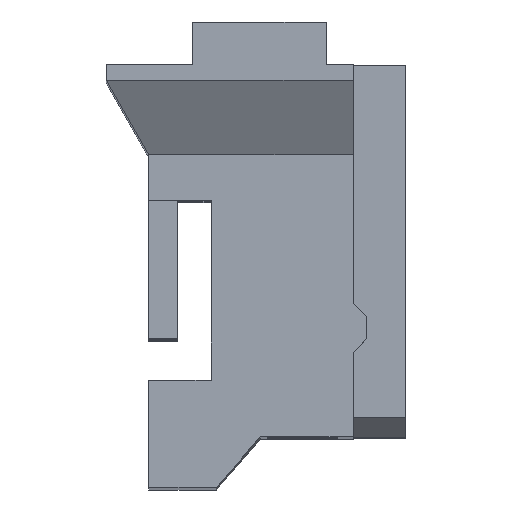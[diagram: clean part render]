
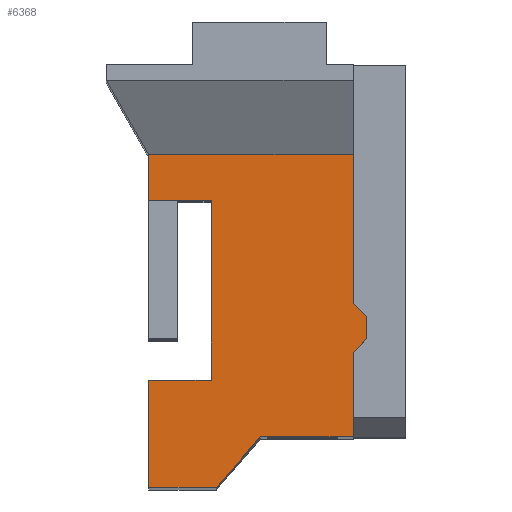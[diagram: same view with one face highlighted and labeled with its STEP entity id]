
A CAD part, top view. The second image highlights one B-rep face of the part: STEP entity #6368.
In plain terms, the highlighted planar face has unit normal (0, 0, 1).
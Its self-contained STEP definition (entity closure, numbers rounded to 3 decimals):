
#154=CARTESIAN_POINT('',(-1.615,4.318,11.265));
#155=VERTEX_POINT('',#154);
#162=CARTESIAN_POINT('',(-1.615,5.004,11.265));
#163=VERTEX_POINT('',#162);
#164=CARTESIAN_POINT('',(-1.615,5.004,11.265));
#165=DIRECTION('',(0.0,-1.0,0.0));
#166=VECTOR('',#165,1.0);
#167=LINE('',#164,#166);
#168=EDGE_CURVE('n� 694',#163,#155,#167,.T.);
#4693=CARTESIAN_POINT('',(-0.595,0.0,11.265));
#4694=VERTEX_POINT('',#4693);
#4701=CARTESIAN_POINT('',(-1.615,0.0,11.265));
#4702=VERTEX_POINT('',#4701);
#4703=CARTESIAN_POINT('',(-2.25,0.0,11.265));
#4704=DIRECTION('',(1.0,0.0,0.0));
#4705=VECTOR('',#4704,1.0);
#4706=LINE('',#4703,#4705);
#4707=EDGE_CURVE('n� 783',#4702,#4694,#4706,.T.);
#4731=CARTESIAN_POINT('',(0.066,0.762,11.265));
#4732=VERTEX_POINT('',#4731);
#4739=CARTESIAN_POINT('',(-0.595,0.0,11.265));
#4740=DIRECTION('',(0.655,0.756,0.0));
#4741=VECTOR('',#4740,1.0);
#4742=LINE('',#4739,#4741);
#4743=EDGE_CURVE('n� 766',#4694,#4732,#4742,.T.);
#5094=CARTESIAN_POINT('',(1.463,0.762,11.265));
#5095=VERTEX_POINT('',#5094);
#5104=CARTESIAN_POINT('',(0.066,0.762,11.265));
#5105=DIRECTION('',(1.0,0.0,0.0));
#5106=VECTOR('',#5105,1.0);
#5107=LINE('',#5104,#5106);
#5108=EDGE_CURVE('n� 767',#4732,#5095,#5107,.T.);
#5555=CARTESIAN_POINT('',(-1.615,1.613,11.265));
#5556=VERTEX_POINT('',#5555);
#5557=CARTESIAN_POINT('',(-1.615,5.004,11.265));
#5558=DIRECTION('',(0.0,-1.0,0.0));
#5559=VECTOR('',#5558,1.0);
#5560=LINE('',#5557,#5559);
#5561=EDGE_CURVE('n� 3711',#5556,#4702,#5560,.T.);
#6271=CARTESIAN_POINT('',(1.463,5.004,11.265));
#6272=VERTEX_POINT('',#6271);
#6273=CARTESIAN_POINT('',(-2.25,5.004,11.265));
#6274=DIRECTION('',(1.0,0.0,0.0));
#6275=VECTOR('',#6274,1.0);
#6276=LINE('',#6273,#6275);
#6277=EDGE_CURVE('n� 782',#163,#6272,#6276,.T.);
#6295=CARTESIAN_POINT('',(-0.675,1.613,11.265));
#6296=VERTEX_POINT('',#6295);
#6297=CARTESIAN_POINT('',(-0.675,4.318,11.265));
#6298=VERTEX_POINT('',#6297);
#6299=CARTESIAN_POINT('',(-0.675,4.318,11.265));
#6300=DIRECTION('',(0.0,1.0,0.0));
#6301=VECTOR('',#6300,1.0);
#6302=LINE('',#6299,#6301);
#6303=EDGE_CURVE('n� 3748',#6296,#6298,#6302,.T.);
#6304=ORIENTED_EDGE('',*,*,#6303,.F.);
#6305=CARTESIAN_POINT('',(-0.675,1.613,11.265));
#6306=DIRECTION('',(-1.0,0.0,0.0));
#6307=VECTOR('',#6306,1.0);
#6308=LINE('',#6305,#6307);
#6309=EDGE_CURVE('n� 3739',#6296,#5556,#6308,.T.);
#6310=ORIENTED_EDGE('',*,*,#6309,.T.);
#6311=ORIENTED_EDGE('',*,*,#5561,.T.);
#6312=ORIENTED_EDGE('',*,*,#4707,.T.);
#6313=ORIENTED_EDGE('',*,*,#4743,.T.);
#6314=ORIENTED_EDGE('',*,*,#5108,.T.);
#6315=CARTESIAN_POINT('',(1.463,2.032,11.265));
#6316=VERTEX_POINT('',#6315);
#6317=CARTESIAN_POINT('',(1.463,0.0,11.265));
#6318=DIRECTION('',(0.0,1.0,0.0));
#6319=VECTOR('',#6318,1.0);
#6320=LINE('',#6317,#6319);
#6321=EDGE_CURVE('n� 1562',#5095,#6316,#6320,.T.);
#6322=ORIENTED_EDGE('',*,*,#6321,.T.);
#6323=CARTESIAN_POINT('',(1.666,2.235,11.265));
#6324=VERTEX_POINT('',#6323);
#6325=CARTESIAN_POINT('',(1.463,2.032,11.265));
#6326=DIRECTION('',(0.707,0.707,0.0));
#6327=VECTOR('',#6326,1.0);
#6328=LINE('',#6325,#6327);
#6329=EDGE_CURVE('n� 2940',#6316,#6324,#6328,.T.);
#6330=ORIENTED_EDGE('',*,*,#6329,.T.);
#6331=CARTESIAN_POINT('',(1.666,2.569,11.265));
#6332=VERTEX_POINT('',#6331);
#6333=CARTESIAN_POINT('',(1.666,2.569,11.265));
#6334=DIRECTION('',(0.0,1.0,0.0));
#6335=VECTOR('',#6334,1.0);
#6336=LINE('',#6333,#6335);
#6337=EDGE_CURVE('n� 2943',#6324,#6332,#6336,.T.);
#6338=ORIENTED_EDGE('',*,*,#6337,.T.);
#6339=CARTESIAN_POINT('',(1.463,2.772,11.265));
#6340=VERTEX_POINT('',#6339);
#6341=CARTESIAN_POINT('',(1.463,2.772,11.265));
#6342=DIRECTION('',(-0.707,0.707,0.0));
#6343=VECTOR('',#6342,1.0);
#6344=LINE('',#6341,#6343);
#6345=EDGE_CURVE('n� 2934',#6332,#6340,#6344,.T.);
#6346=ORIENTED_EDGE('',*,*,#6345,.T.);
#6347=CARTESIAN_POINT('',(1.463,0.0,11.265));
#6348=DIRECTION('',(0.0,1.0,0.0));
#6349=VECTOR('',#6348,1.0);
#6350=LINE('',#6347,#6349);
#6351=EDGE_CURVE('n� 2900',#6340,#6272,#6350,.T.);
#6352=ORIENTED_EDGE('',*,*,#6351,.T.);
#6353=ORIENTED_EDGE('',*,*,#6277,.F.);
#6354=ORIENTED_EDGE('',*,*,#168,.T.);
#6355=CARTESIAN_POINT('',(-0.675,4.318,11.265));
#6356=DIRECTION('',(-1.0,0.0,0.0));
#6357=VECTOR('',#6356,1.0);
#6358=LINE('',#6355,#6357);
#6359=EDGE_CURVE('n� 3751',#6298,#155,#6358,.T.);
#6360=ORIENTED_EDGE('',*,*,#6359,.F.);
#6361=EDGE_LOOP('',(
    #6304,#6310,#6311,#6312,#6313,#6314,#6322,#6330,#6338,#6346,
    #6352,#6353,#6354,#6360));
#6362=FACE_OUTER_BOUND('',#6361,.T.);
#6363=CARTESIAN_POINT('',(-2.25,0.0,11.265));
#6364=DIRECTION('',(0.0,0.0,-1.0));
#6365=DIRECTION('',(-1.0,0.0,0.0));
#6366=AXIS2_PLACEMENT_3D('',#6363,#6364,#6365);
#6367=PLANE('',#6366);
#6368=ADVANCED_FACE('n� 851',(#6362),#6367,.F.);
